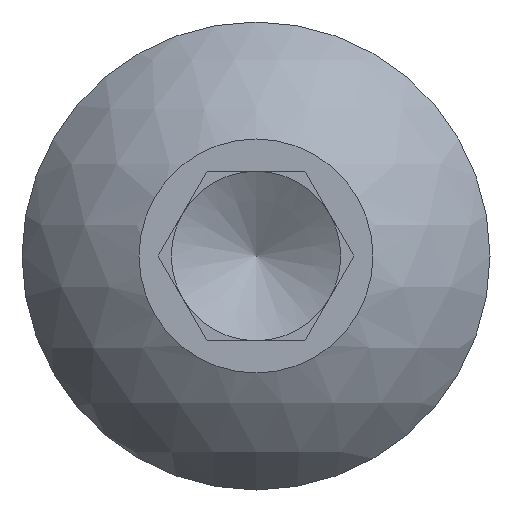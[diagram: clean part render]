
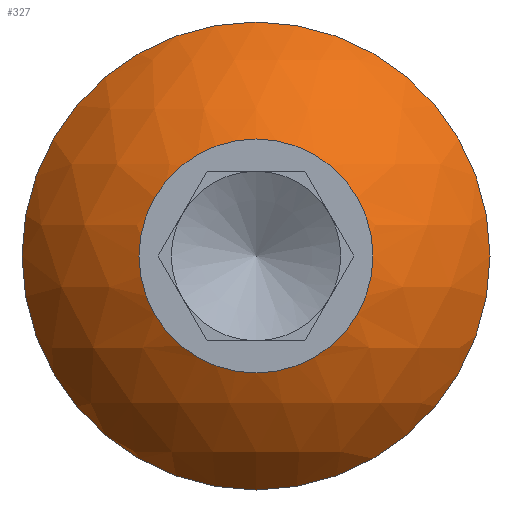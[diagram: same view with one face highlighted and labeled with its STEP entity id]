
A CAD part, left-side view. The second image highlights one B-rep face of the part: STEP entity #327.
In plain terms, the highlighted spherical face has radius 3.87 mm.
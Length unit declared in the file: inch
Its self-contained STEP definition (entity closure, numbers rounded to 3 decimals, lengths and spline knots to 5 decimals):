
#19=SPHERICAL_SURFACE('',#370,0.15235);
#21=FACE_BOUND('',#70,.T.);
#23=CIRCLE('',#361,0.06488);
#26=CIRCLE('',#371,0.12975);
#27=CIRCLE('',#372,0.12975);
#48=FACE_OUTER_BOUND('',#69,.T.);
#69=EDGE_LOOP('',(#252,#253));
#70=EDGE_LOOP('',(#254));
#144=VERTEX_POINT('',#513);
#157=VERTEX_POINT('',#553);
#158=VERTEX_POINT('',#554);
#174=EDGE_CURVE('',#144,#144,#23,.T.);
#194=EDGE_CURVE('',#157,#158,#26,.T.);
#195=EDGE_CURVE('',#158,#157,#27,.T.);
#252=ORIENTED_EDGE('',*,*,#194,.T.);
#253=ORIENTED_EDGE('',*,*,#195,.T.);
#254=ORIENTED_EDGE('',*,*,#174,.F.);
#327=ADVANCED_FACE('',(#48,#21),#19,.T.);
#361=AXIS2_PLACEMENT_3D('',#514,#407,#408);
#370=AXIS2_PLACEMENT_3D('',#552,#442,#443);
#371=AXIS2_PLACEMENT_3D('',#555,#444,#445);
#372=AXIS2_PLACEMENT_3D('',#556,#446,#447);
#407=DIRECTION('center_axis',(-1.,0.,0.));
#408=DIRECTION('ref_axis',(0.,0.,1.));
#442=DIRECTION('center_axis',(0.,0.,1.));
#443=DIRECTION('ref_axis',(-1.,0.,0.));
#444=DIRECTION('center_axis',(-1.,0.,0.));
#445=DIRECTION('ref_axis',(0.,0.,1.));
#446=DIRECTION('center_axis',(-1.,0.,0.));
#447=DIRECTION('ref_axis',(0.,0.,1.));
#513=CARTESIAN_POINT('',(0.,0.06488,0.));
#514=CARTESIAN_POINT('Origin',(0.,0.,0.));
#552=CARTESIAN_POINT('Origin',(0.13785,0.,
0.));
#553=CARTESIAN_POINT('',(0.058,0.,0.12975));
#554=CARTESIAN_POINT('',(0.058,0.,-0.12975));
#555=CARTESIAN_POINT('Origin',(0.058,0.,0.));
#556=CARTESIAN_POINT('Origin',(0.058,0.,0.));
